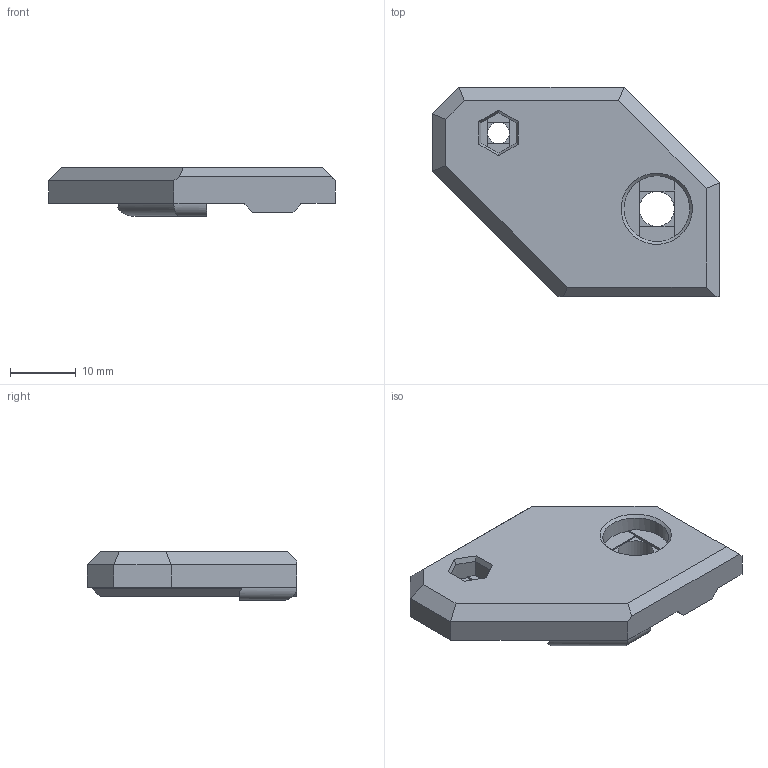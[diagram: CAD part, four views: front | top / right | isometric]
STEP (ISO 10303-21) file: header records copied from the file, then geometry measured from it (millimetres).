
FILE_DESCRIPTION(/* description */ (''),/* implementation_level */ '2;1');
FILE_NAME(/* name */ 'rambo_base_lower_mount v1.step',/* time_stamp */ '2020-05-09T15:12:06+09:00',/* author */ (''),/* organization */ (''),/* preprocessor_version */ 'ST-DEVELOPER v18',/* originating_system */ 'Autodesk Translation Framework v8.12.0.6',/* authorisation */ '');
FILE_SCHEMA (('AUTOMOTIVE_DESIGN { 1 0 10303 214 3 1 1 }'));
Length unit declared in the file: millimetre
Products named in the file (2): rambo_base_lower_mount; rambo_base_lower_mount_1
Assembly tree (1 placements, depth 2):
  rambo_base_lower_mount
    rambo_base_lower_mount_1
Bounding box: 43.5 x 31.7 x 7.4 mm (x, y, z)
Volume: 5640.6 mm3; surface area: 3215.6 mm2
Topology: 1 solids, 3 shells, 91 faces, 221 edges, 139 vertices
Faces by surface type: plane 80, cylinder 10, cone 1
Full cylindrical faces by diameter (mm): 1.5 x3, 3.25 x1, 5.3 x1, 10 x1
Entity records: 2671 total; most frequent: CARTESIAN_POINT 454, ORIENTED_EDGE 442, DIRECTION 441, EDGE_CURVE 221, LINE 189, VECTOR 189, VERTEX_POINT 139, AXIS2_PLACEMENT_3D 126
